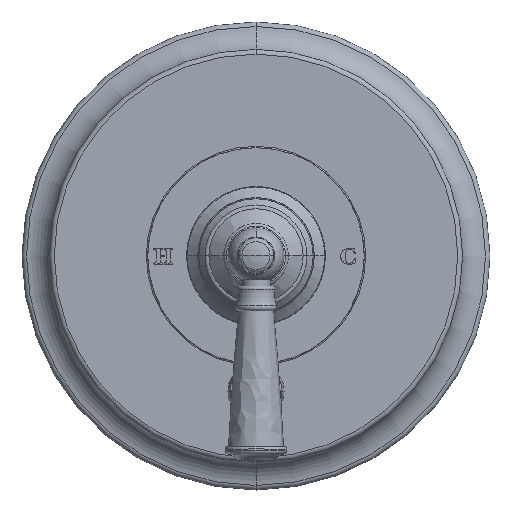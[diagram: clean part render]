
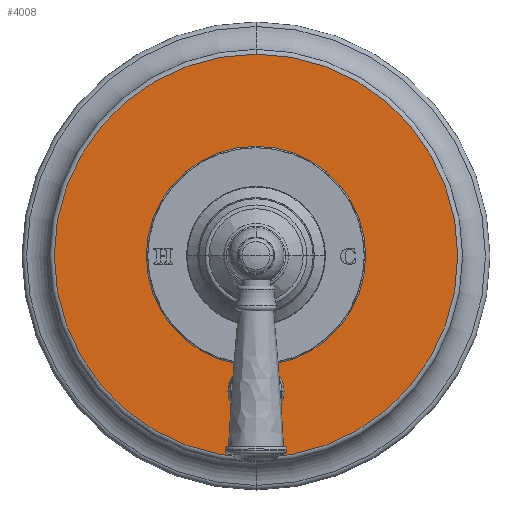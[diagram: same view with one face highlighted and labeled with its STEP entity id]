
A CAD part, top view. The second image highlights one B-rep face of the part: STEP entity #4008.
In plain terms, the highlighted planar face has unit normal (0, 0, 1).
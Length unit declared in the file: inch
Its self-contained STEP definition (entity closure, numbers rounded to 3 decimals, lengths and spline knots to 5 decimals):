
#80=CARTESIAN_POINT('',(0.,0.,0.625));
#81=DIRECTION('',(0.,0.,1.));
#82=DIRECTION('',(0.,1.,0.));
#83=AXIS2_PLACEMENT_3D('',#80,#81,#82);
#85=CARTESIAN_POINT('',(0.,0.,0.625));
#86=DIRECTION('',(0.,0.,-1.));
#87=DIRECTION('',(0.,1.,0.));
#88=AXIS2_PLACEMENT_3D('',#85,#86,#87);
#90=CARTESIAN_POINT('',(0.,-2.17,0.625));
#91=DIRECTION('',(0.,0.,1.));
#92=DIRECTION('',(-1.,0.,0.));
#93=AXIS2_PLACEMENT_3D('',#90,#91,#92);
#95=CARTESIAN_POINT('',(0.,-2.17,0.625));
#96=DIRECTION('',(0.,0.,1.));
#97=DIRECTION('',(1.,0.,0.));
#98=AXIS2_PLACEMENT_3D('',#95,#96,#97);
#100=CARTESIAN_POINT('',(0.,0.,0.625));
#101=DIRECTION('',(0.,0.,1.));
#102=DIRECTION('',(0.,-1.,0.));
#103=AXIS2_PLACEMENT_3D('',#100,#101,#102);
#115=CARTESIAN_POINT('',(0.,0.,0.625));
#116=DIRECTION('',(0.,0.,1.));
#117=DIRECTION('',(0.,1.,0.));
#118=AXIS2_PLACEMENT_3D('',#115,#116,#117);
#3345=CARTESIAN_POINT('',(0.,3.233,0.625));
#3346=VERTEX_POINT('',#3345);
#3353=CARTESIAN_POINT('',(0.,-3.233,0.625));
#3354=VERTEX_POINT('',#3353);
#3355=CARTESIAN_POINT('',(0.,-1.75698,0.625));
#3356=CARTESIAN_POINT('',(0.,1.75698,0.625));
#3357=VERTEX_POINT('',#3355);
#3358=VERTEX_POINT('',#3356);
#3697=CARTESIAN_POINT('',(-0.236,-2.17,0.625));
#3698=CARTESIAN_POINT('',(0.236,-2.17,0.625));
#3699=VERTEX_POINT('',#3697);
#3700=VERTEX_POINT('',#3698);
#3987=CARTESIAN_POINT('',(0.,0.,0.625));
#3988=DIRECTION('',(0.,0.,-1.));
#3989=DIRECTION('',(0.,-1.,0.));
#3990=AXIS2_PLACEMENT_3D('',#3987,#3988,#3989);
#3991=PLANE('',#3990);
#3992=ORIENTED_EDGE('',*,*,#3966,.F.);
#3993=ORIENTED_EDGE('',*,*,#3982,.T.);
#3994=EDGE_LOOP('',(#3992,#3993));
#3995=FACE_OUTER_BOUND('',#3994,.F.);
#3997=ORIENTED_EDGE('',*,*,#3996,.T.);
#3999=ORIENTED_EDGE('',*,*,#3998,.T.);
#4000=EDGE_LOOP('',(#3997,#3999));
#4001=FACE_BOUND('',#4000,.F.);
#4003=ORIENTED_EDGE('',*,*,#4002,.T.);
#4005=ORIENTED_EDGE('',*,*,#4004,.T.);
#4006=EDGE_LOOP('',(#4003,#4005));
#4007=FACE_BOUND('',#4006,.F.);
#4008=ADVANCED_FACE('',(#3995,#4001,#4007),#3991,.F.);
#84=CIRCLE('',#83,3.233);
#89=CIRCLE('',#88,3.233);
#94=CIRCLE('',#93,0.236);
#99=CIRCLE('',#98,0.236);
#104=CIRCLE('',#103,1.75698);
#119=CIRCLE('',#118,1.75698);
#3966=EDGE_CURVE('',#3346,#3354,#84,.T.);
#3982=EDGE_CURVE('',#3346,#3354,#89,.T.);
#3996=EDGE_CURVE('',#3357,#3358,#104,.T.);
#3998=EDGE_CURVE('',#3358,#3357,#119,.T.);
#4002=EDGE_CURVE('',#3699,#3700,#94,.T.);
#4004=EDGE_CURVE('',#3700,#3699,#99,.T.);
